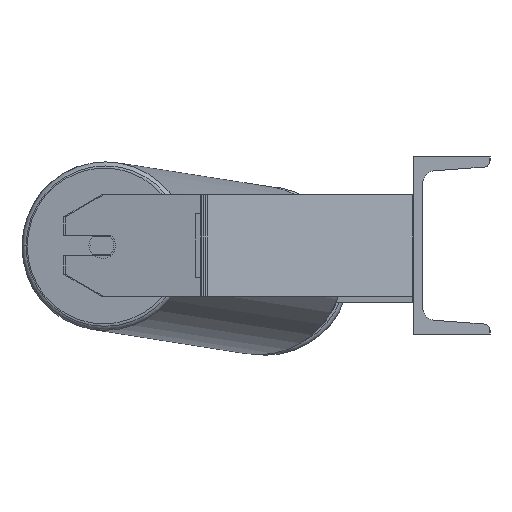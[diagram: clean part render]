
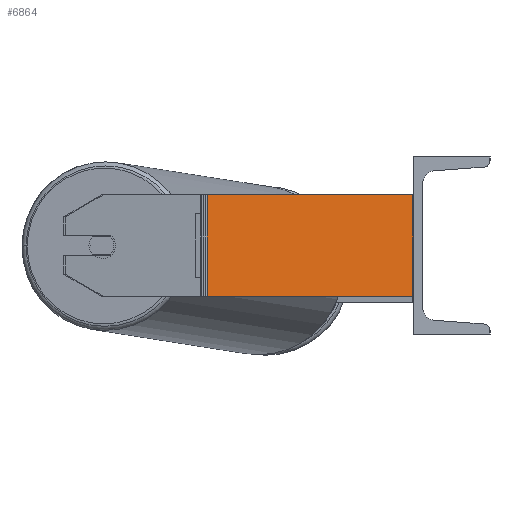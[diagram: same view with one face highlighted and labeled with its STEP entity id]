
A CAD part, left-side view. The second image highlights one B-rep face of the part: STEP entity #6864.
In plain terms, the highlighted planar face has unit normal (-0.985, -0.174, 0).
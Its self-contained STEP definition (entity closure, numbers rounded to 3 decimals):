
#307 = DIRECTION ( 'NONE',  ( 0.174, -0.985, 0. ) ) ;
#1035 = CARTESIAN_POINT ( 'NONE',  ( -1114.242, 165.839, -40. ) ) ;
#1050 = ORIENTED_EDGE ( 'NONE', *, *, #7259, .F. ) ;
#1307 = CARTESIAN_POINT ( 'NONE',  ( -1085., 0., 40. ) ) ;
#1535 = DIRECTION ( 'NONE',  ( 0., 0., -1. ) ) ;
#1584 = ORIENTED_EDGE ( 'NONE', *, *, #4488, .F. ) ;
#1864 = CARTESIAN_POINT ( 'NONE',  ( -1114.242, 165.839, 40. ) ) ;
#2073 = VERTEX_POINT ( 'NONE', #2917 ) ;
#2513 = LINE ( 'NONE', #1864, #7253 ) ;
#2917 = CARTESIAN_POINT ( 'NONE',  ( -1113.752, 163.06, -40. ) ) ;
#2986 = LINE ( 'NONE', #5708, #5585 ) ;
#3125 = VECTOR ( 'NONE', #307, 1000. ) ;
#3126 = VERTEX_POINT ( 'NONE', #1307 ) ;
#3156 = DIRECTION ( 'NONE',  ( 0.985, 0.174, 0. ) ) ;
#3338 = EDGE_CURVE ( 'NONE', #7709, #2073, #8715, .T. ) ;
#3775 = EDGE_LOOP ( 'NONE', ( #5386, #1584, #1050, #8458 ) ) ;
#4367 = DIRECTION ( 'NONE',  ( 0., 0., -1. ) ) ;
#4488 = EDGE_CURVE ( 'NONE', #3126, #7987, #2986, .T. ) ;
#4685 = PLANE ( 'NONE',  #6808 ) ;
#4693 = CARTESIAN_POINT ( 'NONE',  ( -1085., 0., -40. ) ) ;
#4928 = CARTESIAN_POINT ( 'NONE',  ( -1113.752, 163.06, 40. ) ) ;
#5039 = CARTESIAN_POINT ( 'NONE',  ( -1113.752, 163.06, 40. ) ) ;
#5386 = ORIENTED_EDGE ( 'NONE', *, *, #8050, .T. ) ;
#5470 = CARTESIAN_POINT ( 'NONE',  ( -1114.242, 165.839, 40. ) ) ;
#5585 = VECTOR ( 'NONE', #4367, 1000. ) ;
#5622 = LINE ( 'NONE', #1035, #3125 ) ;
#5708 = CARTESIAN_POINT ( 'NONE',  ( -1085., 0., 40. ) ) ;
#6074 = DIRECTION ( 'NONE',  ( -0.174, 0.985, 0. ) ) ;
#6808 = AXIS2_PLACEMENT_3D ( 'NONE', #5470, #3156, #6074 ) ;
#6826 = FACE_OUTER_BOUND ( 'NONE', #3775, .T. ) ;
#6864 = ADVANCED_FACE ( 'NONE', ( #6826 ), #4685, .F. ) ;
#7253 = VECTOR ( 'NONE', #8164, 1000. ) ;
#7259 = EDGE_CURVE ( 'NONE', #7709, #3126, #2513, .T. ) ;
#7709 = VERTEX_POINT ( 'NONE', #4928 ) ;
#7987 = VERTEX_POINT ( 'NONE', #4693 ) ;
#8050 = EDGE_CURVE ( 'NONE', #2073, #7987, #5622, .T. ) ;
#8164 = DIRECTION ( 'NONE',  ( 0.174, -0.985, 0. ) ) ;
#8458 = ORIENTED_EDGE ( 'NONE', *, *, #3338, .T. ) ;
#8715 = LINE ( 'NONE', #5039, #8947 ) ;
#8947 = VECTOR ( 'NONE', #1535, 1000. ) ;
